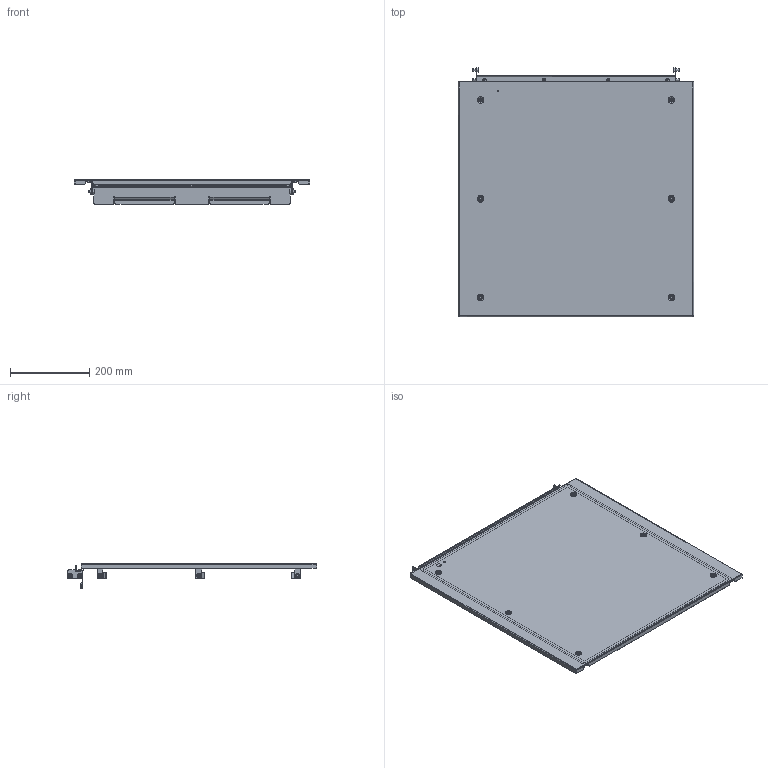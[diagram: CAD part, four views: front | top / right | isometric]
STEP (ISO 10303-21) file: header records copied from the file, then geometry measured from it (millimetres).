
FILE_DESCRIPTION (( 'STEP AP214' ), '1' );
FILE_NAME ('YKM40D-FO-PWS-060-060-54 FORMAT Ôàëüø_ïàíåëü âíåøíÿÿ 600õ600ìì IP54 (2øò_êîìïë) IEK.STEP', '2022-05-30T11:42:39', ( '' ), ( '' ), 'SwSTEP 2.0', 'SolidWorks 2017', '' );
FILE_SCHEMA (( 'AUTOMOTIVE_DESIGN' ));
Length unit declared in the file: millimetre
Products named in the file (1): YKM40D-FO-PWS-060-060-54 FORMAT Ôàëüø_ïàíåëü âíåøíÿÿ 600õ600ìì IP54 (2øò_êîìïë) IEK
Bounding box: 595 x 630.5 x 63.1 mm (x, y, z)
Volume: 720830.1 mm3; surface area: 970979 mm2
Topology: 48 solids, 48 shells, 2184 faces, 5366 edges, 3316 vertices
Faces by surface type: plane 1130, cylinder 746, cone 186, bspline 86, torus 28, sphere 8
Entity records: 98962 total; most frequent: CARTESIAN_POINT 23578, ORIENTED_EDGE 10724, DIRECTION 10580, EDGE_CURVE 5362, AXIS2_PLACEMENT_3D 3771, VERTEX_POINT 3316, VECTOR 3038, LINE 3038
